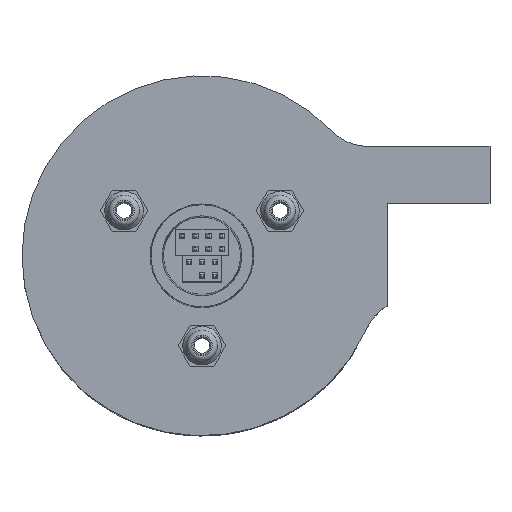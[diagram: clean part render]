
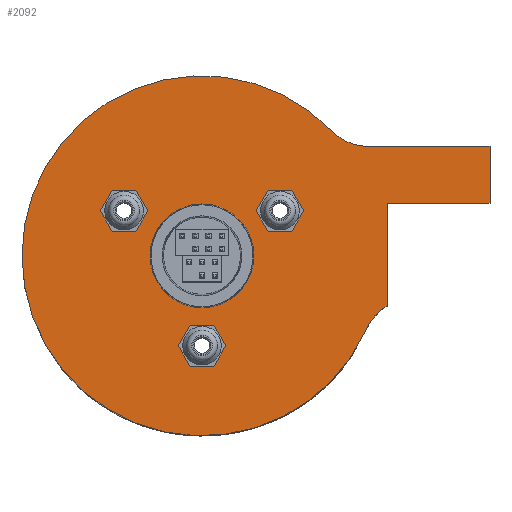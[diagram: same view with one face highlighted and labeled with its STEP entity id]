
A CAD part, top view. The second image highlights one B-rep face of the part: STEP entity #2092.
In plain terms, the highlighted face is planar.
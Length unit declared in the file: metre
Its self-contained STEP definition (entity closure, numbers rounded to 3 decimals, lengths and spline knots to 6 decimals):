
#2092 = ADVANCED_FACE( '', ( #4182, #4183, #4184, #4185, #4186 ), #4187, .F. );
#4182 = FACE_BOUND( '', #6827, .T. );
#4183 = FACE_BOUND( '', #6828, .T. );
#4184 = FACE_OUTER_BOUND( '', #6829, .T. );
#4185 = FACE_BOUND( '', #6830, .T. );
#4186 = FACE_BOUND( '', #6831, .T. );
#4187 = PLANE( '', #6832 );
#6827 = EDGE_LOOP( '', ( #11674 ) );
#6828 = EDGE_LOOP( '', ( #11675 ) );
#6829 = EDGE_LOOP( '', ( #11676, #11677, #11678, #11679, #11680, #11681, #11682 ) );
#6830 = EDGE_LOOP( '', ( #11683 ) );
#6831 = EDGE_LOOP( '', ( #11684 ) );
#6832 = AXIS2_PLACEMENT_3D( '', #11685, #11686, #11687 );
#11674 = ORIENTED_EDGE( '', *, *, #15857, .F. );
#11675 = ORIENTED_EDGE( '', *, *, #16069, .F. );
#11676 = ORIENTED_EDGE( '', *, *, #15553, .F. );
#11677 = ORIENTED_EDGE( '', *, *, #15923, .T. );
#11678 = ORIENTED_EDGE( '', *, *, #16070, .F. );
#11679 = ORIENTED_EDGE( '', *, *, #14746, .F. );
#11680 = ORIENTED_EDGE( '', *, *, #16071, .F. );
#11681 = ORIENTED_EDGE( '', *, *, #16072, .F. );
#11682 = ORIENTED_EDGE( '', *, *, #15956, .T. );
#11683 = ORIENTED_EDGE( '', *, *, #15814, .F. );
#11684 = ORIENTED_EDGE( '', *, *, #16073, .F. );
#11685 = CARTESIAN_POINT( '', ( 0., 0., 0. ) );
#11686 = DIRECTION( '', ( 0., 0., 1. ) );
#11687 = DIRECTION( '', ( 1., 0., 0. ) );
#14746 = EDGE_CURVE( '', #17463, #17465, #17466, .T. );
#15553 = EDGE_CURVE( '', #18781, #18783, #18784, .T. );
#15814 = EDGE_CURVE( '', #19166, #19166, #19167, .T. );
#15857 = EDGE_CURVE( '', #19221, #19221, #19222, .T. );
#15923 = EDGE_CURVE( '', #18781, #19304, #19306, .T. );
#15956 = EDGE_CURVE( '', #19349, #18783, #19350, .T. );
#16069 = EDGE_CURVE( '', #19499, #19499, #19500, .T. );
#16070 = EDGE_CURVE( '', #17465, #19304, #19501, .T. );
#16071 = EDGE_CURVE( '', #19502, #17463, #19503, .T. );
#16072 = EDGE_CURVE( '', #19349, #19502, #19504, .T. );
#16073 = EDGE_CURVE( '', #19505, #19505, #19506, .T. );
#17463 = VERTEX_POINT( '', #21909 );
#17465 = VERTEX_POINT( '', #21912 );
#17466 = LINE( '', #21913, #21914 );
#18781 = VERTEX_POINT( '', #26342 );
#18783 = VERTEX_POINT( '', #26345 );
#18784 = CIRCLE( '', #26346, 0.035 );
#19166 = VERTEX_POINT( '', #27647 );
#19167 = CIRCLE( '', #27648, 0.0025 );
#19221 = VERTEX_POINT( '', #27763 );
#19222 = CIRCLE( '', #27764, 0.010083 );
#19304 = VERTEX_POINT( '', #27935 );
#19306 = CIRCLE( '', #27938, 0.01 );
#19349 = VERTEX_POINT( '', #27991 );
#19350 = CIRCLE( '', #27992, 0.01 );
#19499 = VERTEX_POINT( '', #28425 );
#19500 = CIRCLE( '', #28426, 0.0025 );
#19501 = LINE( '', #28427, #28428 );
#19502 = VERTEX_POINT( '', #28429 );
#19503 = LINE( '', #28430, #28431 );
#19504 = LINE( '', #28432, #28433 );
#19505 = VERTEX_POINT( '', #28434 );
#19506 = CIRCLE( '', #28435, 0.0025 );
#21909 = CARTESIAN_POINT( '', ( 0.056, -0.01025, 0. ) );
#21912 = CARTESIAN_POINT( '', ( 0.036, -0.01025, 0. ) );
#21913 = CARTESIAN_POINT( '', ( 0.05047, -0.01025, 0. ) );
#21914 = VECTOR( '', #29761, 1. );
#26342 = CARTESIAN_POINT( '', ( 0.031954, 0.014281, 0. ) );
#26345 = CARTESIAN_POINT( '', ( 0.025184, -0.024306, 0. ) );
#26346 = AXIS2_PLACEMENT_3D( '', #30478, #30479, #30480 );
#27647 = CARTESIAN_POINT( '', ( 0.013905, -0.010915, 0. ) );
#27648 = AXIS2_PLACEMENT_3D( '', #30719, #30720, #30721 );
#27763 = CARTESIAN_POINT( '', ( -0.010083, 0., 0. ) );
#27764 = AXIS2_PLACEMENT_3D( '', #30755, #30756, #30757 );
#27935 = CARTESIAN_POINT( '', ( 0.036, 0.00975, 0. ) );
#27938 = AXIS2_PLACEMENT_3D( '', #30810, #30811, #30812 );
#27991 = CARTESIAN_POINT( '', ( 0.03238, -0.02125, 0. ) );
#27992 = AXIS2_PLACEMENT_3D( '', #30847, #30848, #30849 );
#28425 = CARTESIAN_POINT( '', ( 0.0025, 0.0175, 0. ) );
#28426 = AXIS2_PLACEMENT_3D( '', #30941, #30942, #30943 );
#28427 = CARTESIAN_POINT( '', ( 0.036, 0.000423, 0. ) );
#28428 = VECTOR( '', #30944, 1. );
#28429 = CARTESIAN_POINT( '', ( 0.056, -0.02125, 0. ) );
#28430 = CARTESIAN_POINT( '', ( 0.056, -0.014317, 0. ) );
#28431 = VECTOR( '', #30945, 1. );
#28432 = CARTESIAN_POINT( '', ( 0.046321, -0.02125, 0. ) );
#28433 = VECTOR( '', #30946, 1. );
#28434 = CARTESIAN_POINT( '', ( -0.016405, -0.006585, 0. ) );
#28435 = AXIS2_PLACEMENT_3D( '', #30947, #30948, #30949 );
#29761 = DIRECTION( '', ( -1., 0., 0. ) );
#30478 = CARTESIAN_POINT( '', ( 0., 0., 0. ) );
#30479 = DIRECTION( '', ( 0., 0., 1. ) );
#30480 = DIRECTION( '', ( 1., 0., 0. ) );
#30719 = CARTESIAN_POINT( '', ( 0.015155, -0.00875, 0. ) );
#30720 = DIRECTION( '', ( 0., 0., -1. ) );
#30721 = DIRECTION( '', ( -0.5, -0.866, 0. ) );
#30755 = CARTESIAN_POINT( '', ( 0., 0., 0. ) );
#30756 = DIRECTION( '', ( 0., 0., -1. ) );
#30757 = DIRECTION( '', ( -1., 0., 0. ) );
#30810 = CARTESIAN_POINT( '', ( 0.041084, 0.018361, 0. ) );
#30811 = DIRECTION( '', ( 0., 0., 1. ) );
#30812 = DIRECTION( '', ( 1., 0., 0. ) );
#30847 = CARTESIAN_POINT( '', ( 0.03238, -0.03125, 0. ) );
#30848 = DIRECTION( '', ( 0., 0., 1. ) );
#30849 = DIRECTION( '', ( 1., 0., 0. ) );
#30941 = CARTESIAN_POINT( '', ( 0., 0.0175, 0. ) );
#30942 = DIRECTION( '', ( 0., 0., -1. ) );
#30943 = DIRECTION( '', ( 1., 0., 0. ) );
#30944 = DIRECTION( '', ( 0., 1., 0. ) );
#30945 = DIRECTION( '', ( 0., 1., 0. ) );
#30946 = DIRECTION( '', ( 1., 0., 0. ) );
#30947 = CARTESIAN_POINT( '', ( -0.015155, -0.00875, 0. ) );
#30948 = DIRECTION( '', ( 0., 0., -1. ) );
#30949 = DIRECTION( '', ( -0.5, 0.866, 0. ) );
